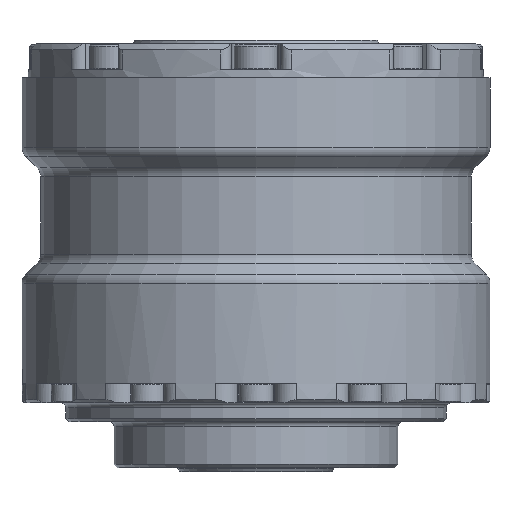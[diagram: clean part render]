
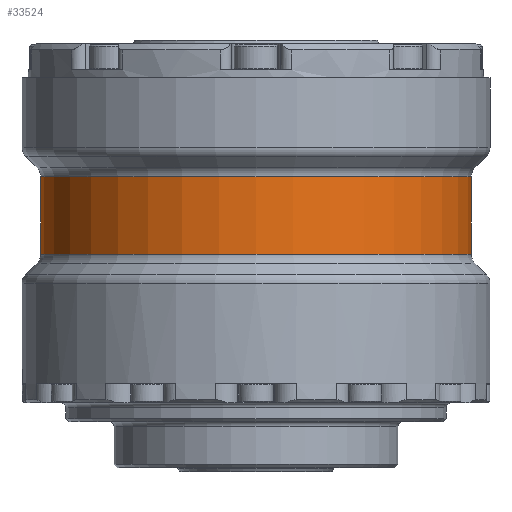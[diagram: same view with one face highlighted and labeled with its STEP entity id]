
A CAD part, front view. The second image highlights one B-rep face of the part: STEP entity #33524.
In plain terms, the highlighted cylindrical face has radius 34.5 mm (diameter 69 mm), a full revolution.
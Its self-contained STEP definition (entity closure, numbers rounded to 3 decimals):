
#549 = CARTESIAN_POINT ( 'NONE',  ( 0., 0., -6.662 ) ) ;
#10020 = FACE_OUTER_BOUND ( 'NONE', #58433, .T. ) ;
#11059 = EDGE_CURVE ( 'NONE', #53091, #53091, #24212, .T. ) ;
#11439 = EDGE_CURVE ( 'NONE', #53402, #53402, #24444, .T. ) ;
#12257 = CARTESIAN_POINT ( 'NONE',  ( 34.5, 0., 5.771 ) ) ;
#14673 = FACE_OUTER_BOUND ( 'NONE', #25225, .T. ) ;
#15660 = CARTESIAN_POINT ( 'NONE',  ( 0., 0., 21.349 ) ) ;
#24212 = CIRCLE ( 'NONE', #43306, 34.5 ) ;
#24444 = CIRCLE ( 'NONE', #59408, 34.5 ) ;
#25225 = EDGE_LOOP ( 'NONE', ( #26285 ) ) ;
#25473 = DIRECTION ( 'NONE',  ( 0., 0., 1. ) ) ;
#26285 = ORIENTED_EDGE ( 'NONE', *, *, #11439, .T. ) ;
#28745 = DIRECTION ( 'NONE',  ( 0., 0., -1. ) ) ;
#29791 = DIRECTION ( 'NONE',  ( 1., 0., 0. ) ) ;
#33524 = ADVANCED_FACE ( 'NONE', ( #14673, #10020 ), #39899, .T. ) ;
#34912 = DIRECTION ( 'NONE',  ( 1., 0., 0. ) ) ;
#35923 = DIRECTION ( 'NONE',  ( 0., 0., 1. ) ) ;
#38676 = CARTESIAN_POINT ( 'NONE',  ( 0., 0., 5.771 ) ) ;
#39899 = CYLINDRICAL_SURFACE ( 'NONE', #55533, 34.5 ) ;
#43306 = AXIS2_PLACEMENT_3D ( 'NONE', #549, #25473, #29791 ) ;
#48016 = DIRECTION ( 'NONE',  ( 1., 0., 0. ) ) ;
#53091 = VERTEX_POINT ( 'NONE', #57745 ) ;
#53402 = VERTEX_POINT ( 'NONE', #12257 ) ;
#55533 = AXIS2_PLACEMENT_3D ( 'NONE', #15660, #35923, #34912 ) ;
#57745 = CARTESIAN_POINT ( 'NONE',  ( 34.5, 0., -6.662 ) ) ;
#58433 = EDGE_LOOP ( 'NONE', ( #60367 ) ) ;
#59408 = AXIS2_PLACEMENT_3D ( 'NONE', #38676, #28745, #48016 ) ;
#60367 = ORIENTED_EDGE ( 'NONE', *, *, #11059, .T. ) ;
